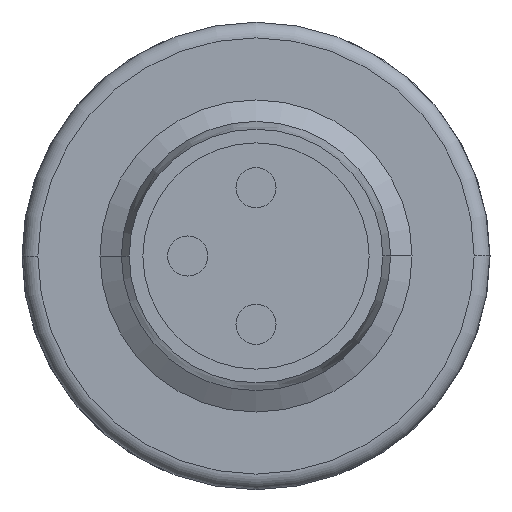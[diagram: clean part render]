
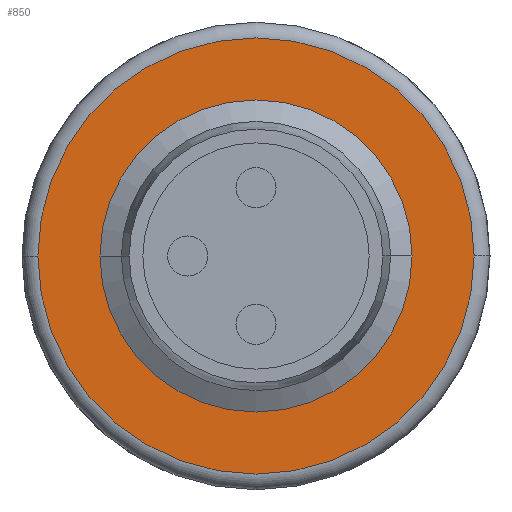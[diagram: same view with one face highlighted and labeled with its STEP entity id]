
A CAD part, left-side view. The second image highlights one B-rep face of the part: STEP entity #850.
In plain terms, the highlighted planar face has unit normal (-1, 0, 0).
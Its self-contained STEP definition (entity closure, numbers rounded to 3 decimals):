
#33 = DIRECTION ( 'NONE',  ( 1., 0., 0. ) ) ;
#63 = DIRECTION ( 'NONE',  ( 0., 1., 0. ) ) ;
#82 = EDGE_CURVE ( 'NONE', #2285, #2160, #684, .T. ) ;
#193 = CARTESIAN_POINT ( 'NONE',  ( 6.7, -5.593, 0. ) ) ;
#242 = FACE_OUTER_BOUND ( 'NONE', #1540, .T. ) ;
#266 = FACE_BOUND ( 'NONE', #1516, .T. ) ;
#298 = CARTESIAN_POINT ( 'NONE',  ( 6.7, -3.7, 0. ) ) ;
#323 = DIRECTION ( 'NONE',  ( 0., 1., 0. ) ) ;
#430 = CARTESIAN_POINT ( 'NONE',  ( 6.7, 5.593, 0. ) ) ;
#533 = AXIS2_PLACEMENT_3D ( 'NONE', #1693, #2086, #1954 ) ;
#558 = CARTESIAN_POINT ( 'NONE',  ( 6.7, 0., 0. ) ) ;
#684 = CIRCLE ( 'NONE', #1907, 3.7 ) ;
#813 = ORIENTED_EDGE ( 'NONE', *, *, #2041, .F. ) ;
#850 = ADVANCED_FACE ( 'NONE', ( #266, #242 ), #1968, .T. ) ;
#864 = ORIENTED_EDGE ( 'NONE', *, *, #1745, .F. ) ;
#869 = ORIENTED_EDGE ( 'NONE', *, *, #82, .T. ) ;
#897 = ORIENTED_EDGE ( 'NONE', *, *, #2071, .T. ) ;
#1194 = CARTESIAN_POINT ( 'NONE',  ( 6.7, 0., 0. ) ) ;
#1310 = CIRCLE ( 'NONE', #1399, 3.7 ) ;
#1399 = AXIS2_PLACEMENT_3D ( 'NONE', #558, #1710, #63 ) ;
#1410 = DIRECTION ( 'NONE',  ( 0., 1., 0. ) ) ;
#1483 = DIRECTION ( 'NONE',  ( 1., 0., 0. ) ) ;
#1495 = CARTESIAN_POINT ( 'NONE',  ( 6.7, 0., 0. ) ) ;
#1516 = EDGE_LOOP ( 'NONE', ( #897, #869 ) ) ;
#1540 = EDGE_LOOP ( 'NONE', ( #864, #813 ) ) ;
#1650 = VERTEX_POINT ( 'NONE', #193 ) ;
#1693 = CARTESIAN_POINT ( 'NONE',  ( 6.7, 5.593, 0. ) ) ;
#1699 = DIRECTION ( 'NONE',  ( 1., 0., 0. ) ) ;
#1710 = DIRECTION ( 'NONE',  ( 1., 0., 0. ) ) ;
#1734 = VERTEX_POINT ( 'NONE', #430 ) ;
#1745 = EDGE_CURVE ( 'NONE', #1734, #1650, #2212, .T. ) ;
#1875 = CARTESIAN_POINT ( 'NONE',  ( 6.7, 0., 0. ) ) ;
#1907 = AXIS2_PLACEMENT_3D ( 'NONE', #1495, #1483, #1410 ) ;
#1954 = DIRECTION ( 'NONE',  ( 0., -1., 0. ) ) ;
#1968 = PLANE ( 'NONE',  #533 ) ;
#1996 = AXIS2_PLACEMENT_3D ( 'NONE', #1875, #1699, #2065 ) ;
#2041 = EDGE_CURVE ( 'NONE', #1650, #1734, #2238, .T. ) ;
#2065 = DIRECTION ( 'NONE',  ( 0., 1., 0. ) ) ;
#2071 = EDGE_CURVE ( 'NONE', #2160, #2285, #1310, .T. ) ;
#2086 = DIRECTION ( 'NONE',  ( -1., 0., 0. ) ) ;
#2143 = AXIS2_PLACEMENT_3D ( 'NONE', #1194, #33, #323 ) ;
#2160 = VERTEX_POINT ( 'NONE', #2217 ) ;
#2212 = CIRCLE ( 'NONE', #2143, 5.593 ) ;
#2217 = CARTESIAN_POINT ( 'NONE',  ( 6.7, 3.7, 0. ) ) ;
#2238 = CIRCLE ( 'NONE', #1996, 5.593 ) ;
#2285 = VERTEX_POINT ( 'NONE', #298 ) ;
